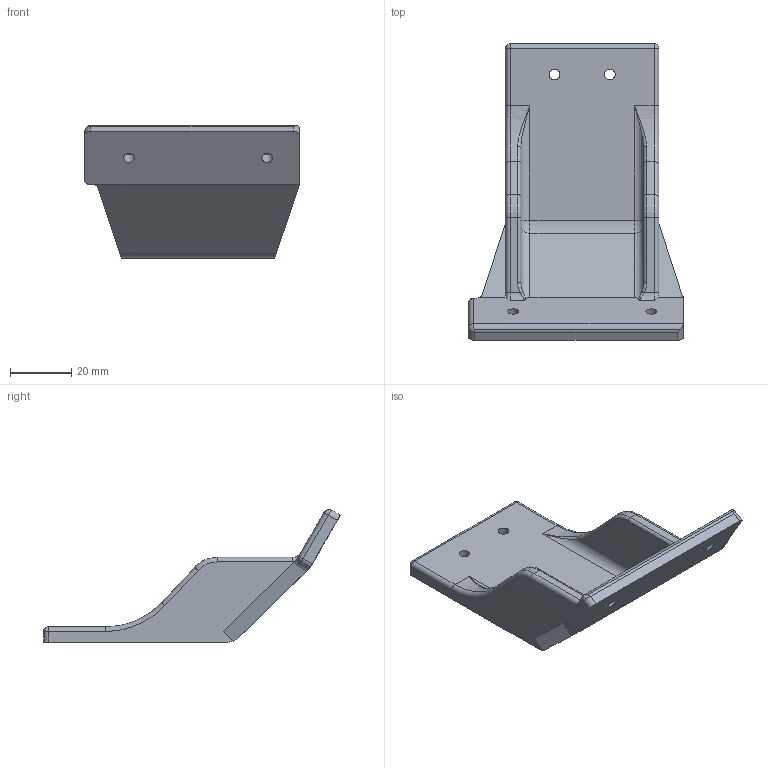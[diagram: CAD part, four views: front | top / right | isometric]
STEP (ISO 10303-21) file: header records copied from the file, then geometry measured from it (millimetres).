
FILE_DESCRIPTION(('HOOPS Exchange Step'),'2;1');
FILE_NAME('temp_export','2023-11-07T01:17:47-05:00',('mobile'),('Shapr3D Limited'),'HOOPS Exchange 2023.2','Shapr3D','Authorized');
FILE_SCHEMA( ('AUTOMOTIVE_DESIGN { 1 0 10303 214 1 1 1 1 }') );
Length unit declared in the file: millimetre
Products named in the file (1): root
Bounding box: 70 x 96.67 x 43.18 mm (x, y, z)
Volume: 38536.9 mm3; surface area: 16883.2 mm2
Topology: 1 solids, 1 shells, 85 faces, 209 edges, 121 vertices
Faces by surface type: cylinder 37, plane 24, torus 12, bspline 9, sphere 3
Full cylindrical faces by diameter (mm): 3.5 x4
Entity records: 4181 total; most frequent: CARTESIAN_POINT 2161, DIRECTION 435, ORIENTED_EDGE 408, EDGE_CURVE 204, AXIS2_PLACEMENT_3D 171, VERTEX_POINT 121, VECTOR 93, LINE 93
